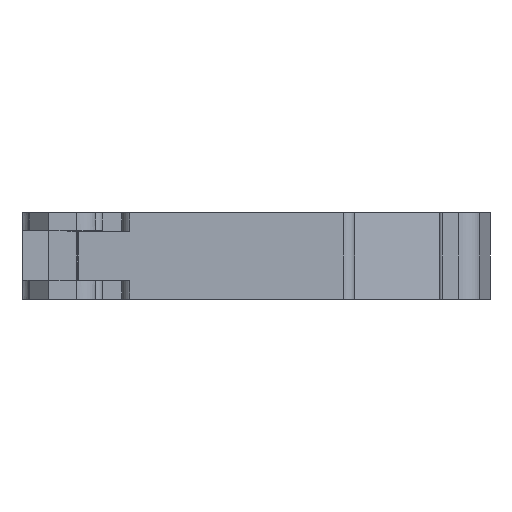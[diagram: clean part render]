
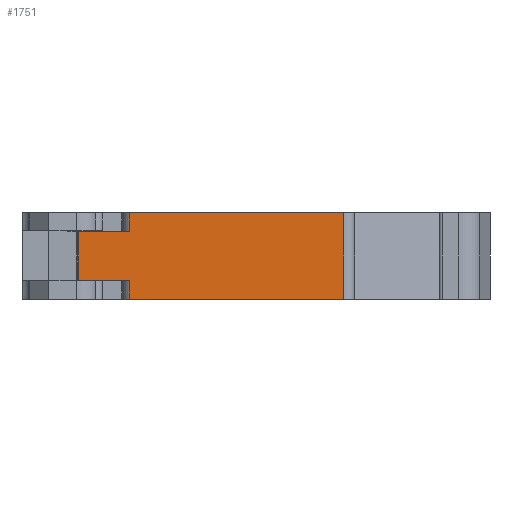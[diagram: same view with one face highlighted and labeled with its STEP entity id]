
A CAD part, left-side view. The second image highlights one B-rep face of the part: STEP entity #1751.
In plain terms, the highlighted planar face has unit normal (-1, 0, 0).
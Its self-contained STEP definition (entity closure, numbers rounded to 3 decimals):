
#20 = VECTOR ( 'NONE', #2031, 1000. ) ;
#26 = CARTESIAN_POINT ( 'NONE',  ( -32.089, 13.124, -2.25 ) ) ;
#212 = ORIENTED_EDGE ( 'NONE', *, *, #2200, .F. ) ;
#262 = EDGE_CURVE ( 'NONE', #4793, #772, #671, .T. ) ;
#542 = CARTESIAN_POINT ( 'NONE',  ( -32.089, 8.363, 4. ) ) ;
#597 = DIRECTION ( 'NONE',  ( 0., 0., -1. ) ) ;
#671 = LINE ( 'NONE', #542, #7416 ) ;
#772 = VERTEX_POINT ( 'NONE', #7063 ) ;
#778 = LINE ( 'NONE', #2619, #4221 ) ;
#807 = LINE ( 'NONE', #6691, #8451 ) ;
#822 = DIRECTION ( 'NONE',  ( 0., -1., 0. ) ) ;
#1033 = EDGE_CURVE ( 'NONE', #6141, #4793, #2904, .T. ) ;
#1138 = CARTESIAN_POINT ( 'NONE',  ( -32.089, 13.124, 2.25 ) ) ;
#1478 = DIRECTION ( 'NONE',  ( 1., 0., 0. ) ) ;
#1743 = LINE ( 'NONE', #7869, #20 ) ;
#1751 = ADVANCED_FACE ( 'NONE', ( #3311 ), #5380, .F. ) ;
#1993 = DIRECTION ( 'NONE',  ( 0., -1., 0. ) ) ;
#1998 = LINE ( 'NONE', #4533, #6970 ) ;
#2019 = VECTOR ( 'NONE', #8285, 1000. ) ;
#2031 = DIRECTION ( 'NONE',  ( 0., -1., 0. ) ) ;
#2200 = EDGE_CURVE ( 'NONE', #5497, #4956, #1743, .T. ) ;
#2206 = ORIENTED_EDGE ( 'NONE', *, *, #1033, .T. ) ;
#2210 = ORIENTED_EDGE ( 'NONE', *, *, #4802, .F. ) ;
#2447 = VERTEX_POINT ( 'NONE', #5564 ) ;
#2458 = EDGE_CURVE ( 'NONE', #4320, #6141, #4717, .T. ) ;
#2578 = CARTESIAN_POINT ( 'NONE',  ( -32.089, 8.363, -2.25 ) ) ;
#2619 = CARTESIAN_POINT ( 'NONE',  ( -32.089, 8.363, 4. ) ) ;
#2904 = LINE ( 'NONE', #5886, #3109 ) ;
#3004 = CARTESIAN_POINT ( 'NONE',  ( -32.089, 13.124, 2.25 ) ) ;
#3109 = VECTOR ( 'NONE', #1993, 1000. ) ;
#3311 = FACE_OUTER_BOUND ( 'NONE', #5304, .T. ) ;
#3442 = CARTESIAN_POINT ( 'NONE',  ( -32.089, -11.376, 4. ) ) ;
#4164 = VERTEX_POINT ( 'NONE', #5087 ) ;
#4221 = VECTOR ( 'NONE', #7182, 1000. ) ;
#4282 = ORIENTED_EDGE ( 'NONE', *, *, #2458, .T. ) ;
#4320 = VERTEX_POINT ( 'NONE', #5957 ) ;
#4533 = CARTESIAN_POINT ( 'NONE',  ( -32.089, -11.376, 4. ) ) ;
#4717 = LINE ( 'NONE', #3004, #7391 ) ;
#4793 = VERTEX_POINT ( 'NONE', #2578 ) ;
#4802 = EDGE_CURVE ( 'NONE', #4956, #4164, #1998, .T. ) ;
#4931 = AXIS2_PLACEMENT_3D ( 'NONE', #7986, #1478, #6041 ) ;
#4956 = VERTEX_POINT ( 'NONE', #3442 ) ;
#5087 = CARTESIAN_POINT ( 'NONE',  ( -32.089, -11.376, -4. ) ) ;
#5304 = EDGE_LOOP ( 'NONE', ( #2206, #8294, #7540, #2210, #212, #8453, #7236, #4282 ) ) ;
#5361 = CARTESIAN_POINT ( 'NONE',  ( -32.089, 8.363, 4. ) ) ;
#5380 = PLANE ( 'NONE',  #4931 ) ;
#5497 = VERTEX_POINT ( 'NONE', #5361 ) ;
#5564 = CARTESIAN_POINT ( 'NONE',  ( -32.089, 8.363, 2.25 ) ) ;
#5843 = DIRECTION ( 'NONE',  ( 0., 0., -1. ) ) ;
#5874 = LINE ( 'NONE', #1138, #2019 ) ;
#5886 = CARTESIAN_POINT ( 'NONE',  ( -32.089, 13.124, -2.25 ) ) ;
#5957 = CARTESIAN_POINT ( 'NONE',  ( -32.089, 13.124, 2.25 ) ) ;
#6041 = DIRECTION ( 'NONE',  ( 0., 0., -1. ) ) ;
#6141 = VERTEX_POINT ( 'NONE', #26 ) ;
#6691 = CARTESIAN_POINT ( 'NONE',  ( -32.089, 8.363, -4. ) ) ;
#6970 = VECTOR ( 'NONE', #5843, 1000. ) ;
#6990 = EDGE_CURVE ( 'NONE', #772, #4164, #807, .T. ) ;
#7063 = CARTESIAN_POINT ( 'NONE',  ( -32.089, 8.363, -4. ) ) ;
#7182 = DIRECTION ( 'NONE',  ( 0., 0., -1. ) ) ;
#7236 = ORIENTED_EDGE ( 'NONE', *, *, #8050, .F. ) ;
#7391 = VECTOR ( 'NONE', #7563, 1000. ) ;
#7416 = VECTOR ( 'NONE', #597, 1000. ) ;
#7540 = ORIENTED_EDGE ( 'NONE', *, *, #6990, .T. ) ;
#7563 = DIRECTION ( 'NONE',  ( 0., 0., -1. ) ) ;
#7869 = CARTESIAN_POINT ( 'NONE',  ( -32.089, 8.363, 4. ) ) ;
#7986 = CARTESIAN_POINT ( 'NONE',  ( -32.089, 13.124, 2.25 ) ) ;
#8050 = EDGE_CURVE ( 'NONE', #4320, #2447, #5874, .T. ) ;
#8180 = EDGE_CURVE ( 'NONE', #5497, #2447, #778, .T. ) ;
#8285 = DIRECTION ( 'NONE',  ( 0., -1., 0. ) ) ;
#8294 = ORIENTED_EDGE ( 'NONE', *, *, #262, .T. ) ;
#8451 = VECTOR ( 'NONE', #822, 1000. ) ;
#8453 = ORIENTED_EDGE ( 'NONE', *, *, #8180, .T. ) ;
